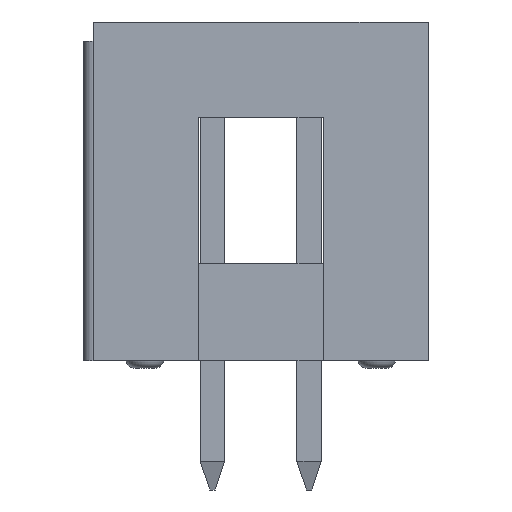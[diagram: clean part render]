
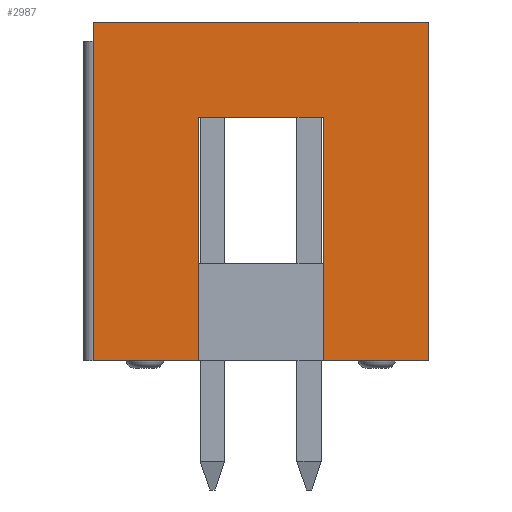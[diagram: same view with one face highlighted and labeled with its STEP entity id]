
A CAD part, left-side view. The second image highlights one B-rep face of the part: STEP entity #2987.
In plain terms, the highlighted planar face has unit normal (-1, 0, 0).
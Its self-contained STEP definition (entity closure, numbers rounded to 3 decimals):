
#94=FACE_OUTER_BOUND('',#289,.T.);
#289=EDGE_LOOP('',(#2002,#2003,#2004,#2005,#2006,#2007,#2008,#2009));
#499=LINE('',#4310,#895);
#510=LINE('',#4334,#906);
#514=LINE('',#4341,#910);
#517=LINE('',#4347,#913);
#520=LINE('',#4352,#916);
#521=LINE('',#4353,#917);
#522=LINE('',#4355,#918);
#523=LINE('',#4356,#919);
#895=VECTOR('',#3455,10.);
#906=VECTOR('',#3472,10.);
#910=VECTOR('',#3478,10.);
#913=VECTOR('',#3483,10.);
#916=VECTOR('',#3488,10.);
#917=VECTOR('',#3489,10.);
#918=VECTOR('',#3490,10.);
#919=VECTOR('',#3491,10.);
#1286=VERTEX_POINT('',#4307);
#1287=VERTEX_POINT('',#4309);
#1296=VERTEX_POINT('',#4332);
#1297=VERTEX_POINT('',#4333);
#1299=VERTEX_POINT('',#4340);
#1301=VERTEX_POINT('',#4346);
#1302=VERTEX_POINT('',#4351);
#1303=VERTEX_POINT('',#4354);
#1543=EDGE_CURVE('',#1286,#1287,#499,.T.);
#1554=EDGE_CURVE('',#1296,#1297,#510,.T.);
#1558=EDGE_CURVE('',#1299,#1296,#514,.T.);
#1561=EDGE_CURVE('',#1301,#1299,#517,.T.);
#1564=EDGE_CURVE('',#1302,#1297,#520,.T.);
#1565=EDGE_CURVE('',#1302,#1287,#521,.T.);
#1566=EDGE_CURVE('',#1303,#1286,#522,.T.);
#1567=EDGE_CURVE('',#1301,#1303,#523,.T.);
#2002=ORIENTED_EDGE('',*,*,#1561,.T.);
#2003=ORIENTED_EDGE('',*,*,#1558,.T.);
#2004=ORIENTED_EDGE('',*,*,#1554,.T.);
#2005=ORIENTED_EDGE('',*,*,#1564,.F.);
#2006=ORIENTED_EDGE('',*,*,#1565,.T.);
#2007=ORIENTED_EDGE('',*,*,#1543,.F.);
#2008=ORIENTED_EDGE('',*,*,#1566,.F.);
#2009=ORIENTED_EDGE('',*,*,#1567,.F.);
#2803=PLANE('',#3207);
#2987=ADVANCED_FACE('',(#94),#2803,.T.);
#3207=AXIS2_PLACEMENT_3D('',#4350,#3486,#3487);
#3455=DIRECTION('',(0.,-1.,0.));
#3472=DIRECTION('',(0.,0.,-1.));
#3478=DIRECTION('',(0.,-1.,0.));
#3483=DIRECTION('',(0.,0.,1.));
#3486=DIRECTION('center_axis',(-1.,0.,0.));
#3487=DIRECTION('ref_axis',(0.,-1.,0.));
#3488=DIRECTION('',(0.,1.,0.));
#3489=DIRECTION('',(0.,0.,1.));
#3490=DIRECTION('',(0.,0.,1.));
#3491=DIRECTION('',(0.,1.,0.));
#4307=CARTESIAN_POINT('',(-5.08,5.67,9.1));
#4309=CARTESIAN_POINT('',(-5.08,-3.13,9.1));
#4310=CARTESIAN_POINT('',(-5.08,3.47,9.1));
#4332=CARTESIAN_POINT('',(-5.08,-0.37,6.6));
#4333=CARTESIAN_POINT('',(-5.08,-0.37,0.2));
#4334=CARTESIAN_POINT('',(-5.08,-0.37,3.4));
#4340=CARTESIAN_POINT('',(-5.08,2.91,6.6));
#4341=CARTESIAN_POINT('',(-5.08,4.29,6.6));
#4346=CARTESIAN_POINT('',(-5.08,2.91,0.2));
#4347=CARTESIAN_POINT('',(-5.08,2.91,0.2));
#4350=CARTESIAN_POINT('Origin',(-5.08,5.67,0.2));
#4351=CARTESIAN_POINT('',(-5.08,-3.13,0.2));
#4352=CARTESIAN_POINT('',(-5.08,-3.13,0.2));
#4353=CARTESIAN_POINT('',(-5.08,-3.13,0.2));
#4354=CARTESIAN_POINT('',(-5.08,5.67,0.2));
#4355=CARTESIAN_POINT('',(-5.08,5.67,0.2));
#4356=CARTESIAN_POINT('',(-5.08,-3.13,0.2));
